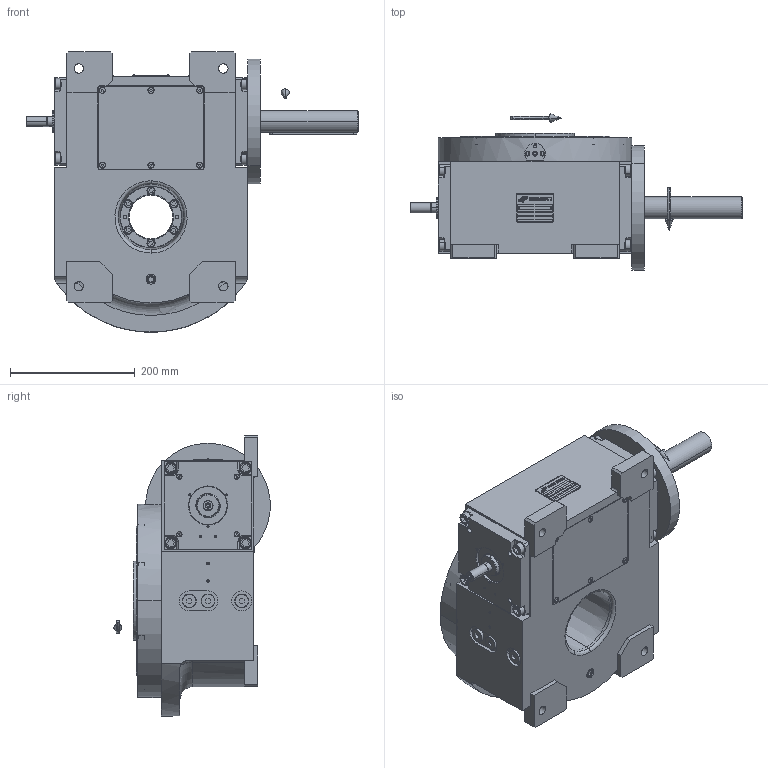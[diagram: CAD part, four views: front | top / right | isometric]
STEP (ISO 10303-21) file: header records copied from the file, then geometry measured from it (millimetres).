
FILE_DESCRIPTION (( 'STEP AP203' ), '1' );
FILE_NAME ('PC5200441.step', '2024-07-05T14:47:01', ( '' ), ( '' ), 'SwSTEP 2.0', 'SolidWorks 2020', '' );
FILE_SCHEMA (( 'CONFIG_CONTROL_DESIGN' ));
Length unit declared in the file: millimetre
Products named in the file (86): cfn2104_01_018; 900_38_30_003; cfn2000_01_126; cfn2128_19_002; cfn2000_01_099; rig09_003_12; cfn2476_01_002_60x46; AS_rig09_017; cfn2151_01_170; CFN2203_02_002.stp; cfn2000_01_081; CFN2155_01_195.stp; AS_rig09_002_s_025; AS_900_38_30_003; CFN2010_02_002.stp; CFN2000_01_185.stp; AS_cfn2476_01_002_60x46; cfn2115_02_057; cfn2155_01_095; rig09_017; cfn2155_01_196; cfn2077_01_036; cfn2205_01_015; rig09_002_s_025; cfn2003_01_054; cfn2000_01_161; cfn2151_01_167; CFN2010_01_020.stp; cfn2107_01_001; AS_rig09_010_s_006; AS_rig09_004; CFN2104_02_018.stp; AS_rig09_016; CFN2356_03_053.stp; cfn2276_01_056; RIG09_005_AF0.stp; CFN2223_02_003.stp; rig09_004; rig09_010_s_006; cfn2128_04_002 ...
Assembly tree (77 placements, depth 5):
  cfn2151_01_170
  CFN2203_02_002.stp
  cfn2115_02_057
  cfn2077_01_036
  cfn2205_01_015
Bounding box: 532.5 x 250.62 x 450 mm (x, y, z)
Volume: 5400813.7 mm3; surface area: 1330101.1 mm2
Topology: 67 solids, 67 shells, 2101 faces, 5166 edges, 3316 vertices
Faces by surface type: plane 1074, cylinder 671, cone 323, torus 27, sphere 4, bspline 2
Entity records: 70975 total; most frequent: CARTESIAN_POINT 13750, DIRECTION 10241, ORIENTED_EDGE 9748, EDGE_CURVE 4874, AXIS2_PLACEMENT_3D 3542, VERTEX_POINT 3171, VECTOR 3157, LINE 3157
